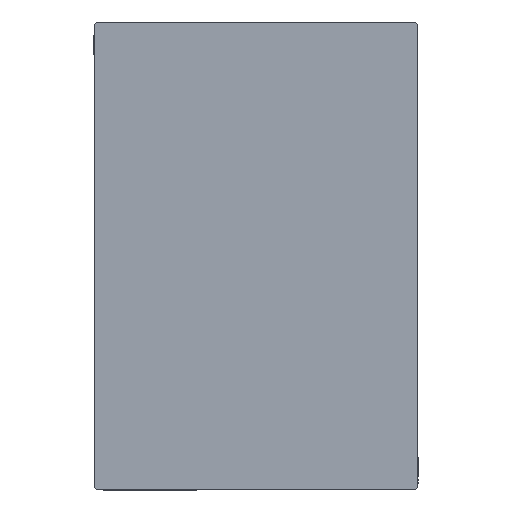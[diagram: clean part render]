
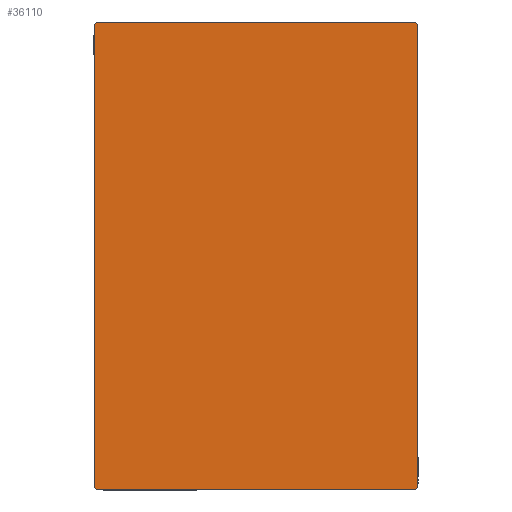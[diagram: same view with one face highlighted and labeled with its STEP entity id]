
A CAD part, left-side view. The second image highlights one B-rep face of the part: STEP entity #36110.
In plain terms, the highlighted face is planar.
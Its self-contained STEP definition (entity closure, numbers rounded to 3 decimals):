
#606 = VECTOR ( 'NONE', #30184, 1000. ) ;
#1640 = EDGE_CURVE ( 'NONE', #4688, #5521, #29456, .T. ) ;
#3098 = ORIENTED_EDGE ( 'NONE', *, *, #9068, .T. ) ;
#4206 = VECTOR ( 'NONE', #18816, 1000. ) ;
#4688 = VERTEX_POINT ( 'NONE', #18652 ) ;
#4899 = VERTEX_POINT ( 'NONE', #21203 ) ;
#5037 = DIRECTION ( 'NONE',  ( 0., 0., -1. ) ) ;
#5521 = VERTEX_POINT ( 'NONE', #16348 ) ;
#6048 = LINE ( 'NONE', #19319, #9181 ) ;
#6364 = VERTEX_POINT ( 'NONE', #23361 ) ;
#7643 = ORIENTED_EDGE ( 'NONE', *, *, #21699, .T. ) ;
#8620 = LINE ( 'NONE', #38651, #37645 ) ;
#8673 = CARTESIAN_POINT ( 'NONE',  ( 70., -22.5, 32.5 ) ) ;
#9068 = EDGE_CURVE ( 'NONE', #5521, #4899, #6048, .T. ) ;
#9181 = VECTOR ( 'NONE', #15639, 1000. ) ;
#9355 = ORIENTED_EDGE ( 'NONE', *, *, #1640, .T. ) ;
#9377 = PLANE ( 'NONE',  #24893 ) ;
#9666 = VECTOR ( 'NONE', #42741, 1000. ) ;
#10180 = CARTESIAN_POINT ( 'NONE',  ( 70., 22.5, -32.5 ) ) ;
#11946 = LINE ( 'NONE', #8673, #31914 ) ;
#12323 = DIRECTION ( 'NONE',  ( 0., -0.707, 0.707 ) ) ;
#12502 = CARTESIAN_POINT ( 'NONE',  ( 70., -27.35, 27.35 ) ) ;
#13270 = EDGE_CURVE ( 'NONE', #35949, #18184, #8620, .T. ) ;
#14885 = ORIENTED_EDGE ( 'NONE', *, *, #13270, .T. ) ;
#15639 = DIRECTION ( 'NONE',  ( 0., 1., 0. ) ) ;
#15782 = VERTEX_POINT ( 'NONE', #29694 ) ;
#15840 = ORIENTED_EDGE ( 'NONE', *, *, #28095, .T. ) ;
#15942 = CARTESIAN_POINT ( 'NONE',  ( 70., 27.35, -27.35 ) ) ;
#16155 = DIRECTION ( 'NONE',  ( 0., 0.707, 0.707 ) ) ;
#16348 = CARTESIAN_POINT ( 'NONE',  ( 70., -22.2, -32.5 ) ) ;
#16929 = LINE ( 'NONE', #10180, #606 ) ;
#18184 = VERTEX_POINT ( 'NONE', #21208 ) ;
#18652 = CARTESIAN_POINT ( 'NONE',  ( 70., -22.5, -32.2 ) ) ;
#18816 = DIRECTION ( 'NONE',  ( 0., -0.707, -0.707 ) ) ;
#19201 = ORIENTED_EDGE ( 'NONE', *, *, #37428, .T. ) ;
#19319 = CARTESIAN_POINT ( 'NONE',  ( 70., -22.5, -32.5 ) ) ;
#19848 = ORIENTED_EDGE ( 'NONE', *, *, #42858, .T. ) ;
#21203 = CARTESIAN_POINT ( 'NONE',  ( 70., 22.2, -32.5 ) ) ;
#21208 = CARTESIAN_POINT ( 'NONE',  ( 70., 22.2, 32.5 ) ) ;
#21699 = EDGE_CURVE ( 'NONE', #4899, #24947, #35743, .T. ) ;
#21944 = DIRECTION ( 'NONE',  ( 0., 0., -1. ) ) ;
#22227 = CARTESIAN_POINT ( 'NONE',  ( 70., 0., 0. ) ) ;
#23314 = VECTOR ( 'NONE', #36600, 1000. ) ;
#23321 = CARTESIAN_POINT ( 'NONE',  ( 70., 22.5, 32.5 ) ) ;
#23361 = CARTESIAN_POINT ( 'NONE',  ( 70., -22.5, 32.2 ) ) ;
#24893 = AXIS2_PLACEMENT_3D ( 'NONE', #22227, #35509, #5037 ) ;
#24947 = VERTEX_POINT ( 'NONE', #41527 ) ;
#25981 = LINE ( 'NONE', #12502, #4206 ) ;
#28095 = EDGE_CURVE ( 'NONE', #18184, #15782, #36184, .T. ) ;
#28606 = CARTESIAN_POINT ( 'NONE',  ( 70., -27.35, -27.35 ) ) ;
#28890 = ORIENTED_EDGE ( 'NONE', *, *, #39524, .T. ) ;
#29456 = LINE ( 'NONE', #28606, #9666 ) ;
#29694 = CARTESIAN_POINT ( 'NONE',  ( 70., -22.2, 32.5 ) ) ;
#30184 = DIRECTION ( 'NONE',  ( 0., 0., 1. ) ) ;
#31914 = VECTOR ( 'NONE', #21944, 1000. ) ;
#32014 = FACE_OUTER_BOUND ( 'NONE', #35490, .T. ) ;
#34377 = VECTOR ( 'NONE', #16155, 1000. ) ;
#35490 = EDGE_LOOP ( 'NONE', ( #3098, #7643, #19201, #14885, #15840, #19848, #28890, #9355 ) ) ;
#35509 = DIRECTION ( 'NONE',  ( 1., 0., 0. ) ) ;
#35743 = LINE ( 'NONE', #15942, #34377 ) ;
#35949 = VERTEX_POINT ( 'NONE', #36816 ) ;
#36110 = ADVANCED_FACE ( 'NONE', ( #32014 ), #9377, .T. ) ;
#36184 = LINE ( 'NONE', #23321, #23314 ) ;
#36600 = DIRECTION ( 'NONE',  ( 0., -1., 0. ) ) ;
#36816 = CARTESIAN_POINT ( 'NONE',  ( 70., 22.5, 32.2 ) ) ;
#37428 = EDGE_CURVE ( 'NONE', #24947, #35949, #16929, .T. ) ;
#37645 = VECTOR ( 'NONE', #12323, 1000. ) ;
#38651 = CARTESIAN_POINT ( 'NONE',  ( 70., 27.35, 27.35 ) ) ;
#39524 = EDGE_CURVE ( 'NONE', #6364, #4688, #11946, .T. ) ;
#41527 = CARTESIAN_POINT ( 'NONE',  ( 70., 22.5, -32.2 ) ) ;
#42741 = DIRECTION ( 'NONE',  ( 0., 0.707, -0.707 ) ) ;
#42858 = EDGE_CURVE ( 'NONE', #15782, #6364, #25981, .T. ) ;
